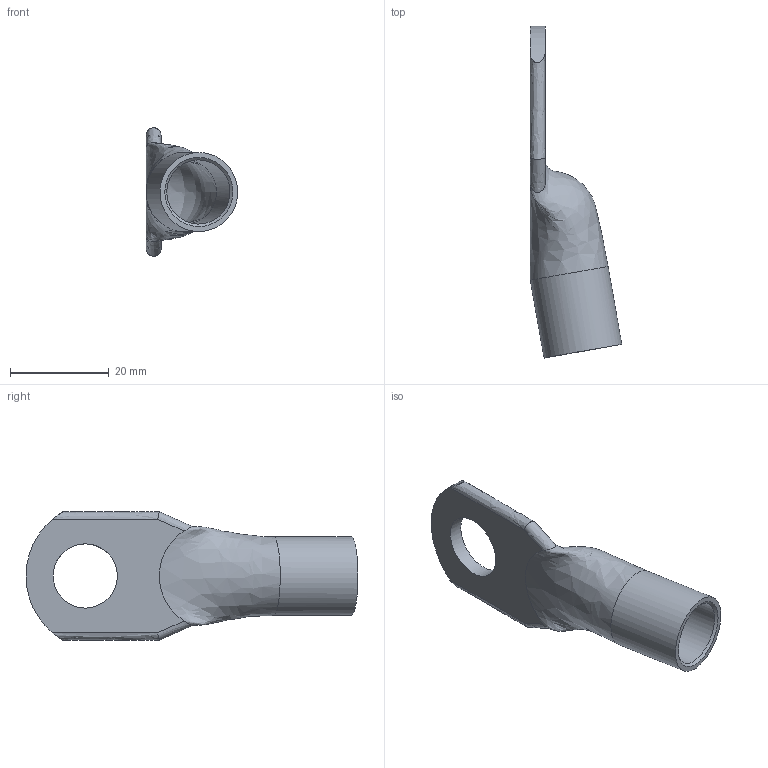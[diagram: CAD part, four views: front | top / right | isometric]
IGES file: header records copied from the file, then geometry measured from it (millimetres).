
Bounding box: 18.54 x 67.25 x 26 mm (x, y, z)
Volume: 4306.3 mm3; surface area: 5238.1 mm2
Topology: 1 solids, 1 shells, 98 faces, 251 edges, 169 vertices
Faces by surface type: bspline 98
